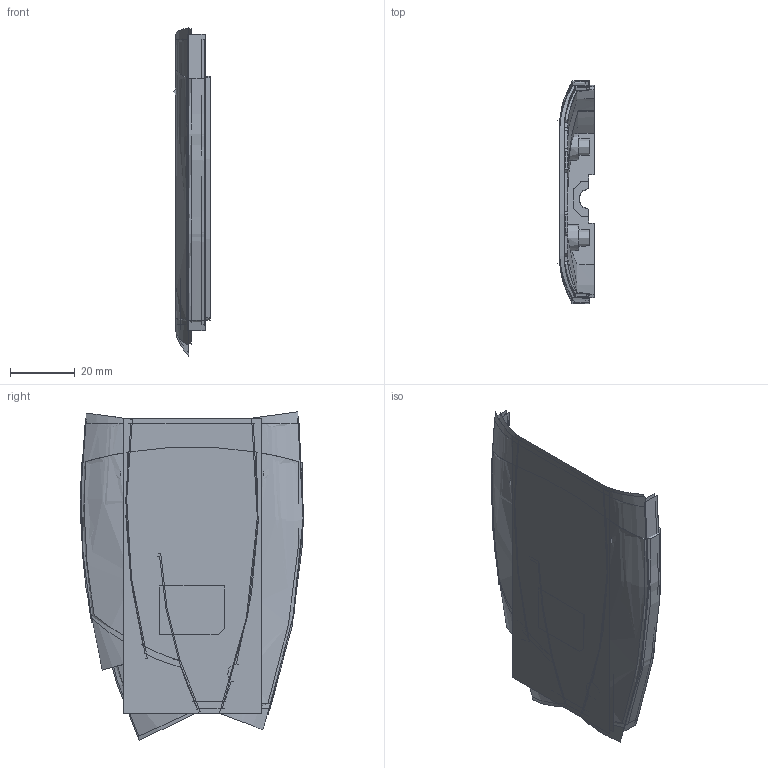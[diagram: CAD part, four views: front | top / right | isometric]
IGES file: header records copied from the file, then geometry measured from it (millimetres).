
Start section:  PTC IGES file: 9-24a.igs
Global section: file name: 9-24a.igs; native system: Pro/ENGINEER by Parametric Technology Corporation; preprocessor: 1999390; author: 默认,7; organization: HUnknown; date: 010926.092559; units: millimetre
Bounding box: 11.2 x 69 x 101.29 mm (x, y, z)
Surface area: 67658.5 mm2 (no closed solid volume)
Topology: 0 solids, 0 shells, 166 faces, 1027 edges, 1104 vertices
Faces by surface type: revolution 97, bspline 69
